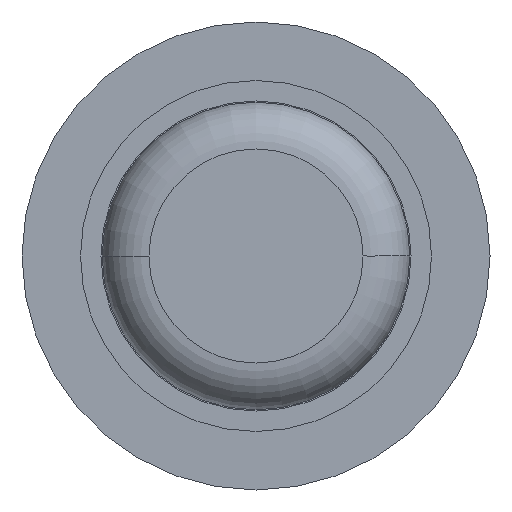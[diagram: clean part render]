
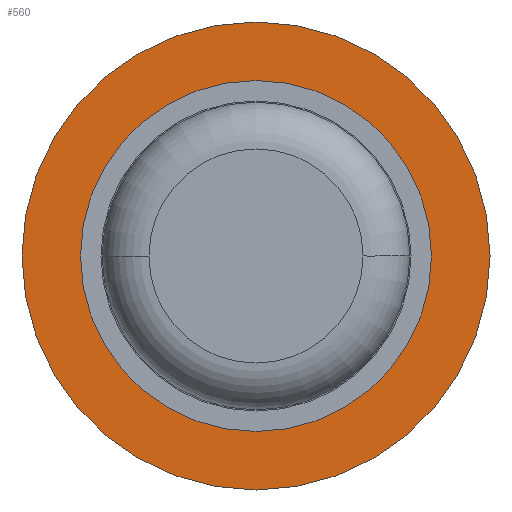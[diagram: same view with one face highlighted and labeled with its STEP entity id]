
A CAD part, front view. The second image highlights one B-rep face of the part: STEP entity #560.
In plain terms, the highlighted planar face has unit normal (0, -1, 0).
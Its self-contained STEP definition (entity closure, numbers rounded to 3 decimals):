
#28 = VERTEX_POINT ( 'NONE', #2674 ) ;
#101 = DIRECTION ( 'NONE',  ( 0., 1., 0. ) ) ;
#167 = CIRCLE ( 'NONE', #2868, 0.9 ) ;
#256 = CIRCLE ( 'NONE', #1974, 0.9 ) ;
#259 = DIRECTION ( 'NONE',  ( 0., 1., 0. ) ) ;
#357 = ORIENTED_EDGE ( 'NONE', *, *, #2519, .T. ) ;
#470 = CARTESIAN_POINT ( 'NONE',  ( 0., 27.3, 2. ) ) ;
#542 = CARTESIAN_POINT ( 'NONE',  ( 0., 27.3, 0. ) ) ;
#555 = DIRECTION ( 'NONE',  ( 0., 1., 0. ) ) ;
#560 = ADVANCED_FACE ( 'Defeature ausgef�hrt1_11', ( #689, #3671 ), #2979, .F. ) ;
#585 = EDGE_LOOP ( 'NONE', ( #1691, #3359 ) ) ;
#689 = FACE_OUTER_BOUND ( 'NONE', #585, .T. ) ;
#714 = DIRECTION ( 'NONE',  ( 0., 1., 0. ) ) ;
#717 = VERTEX_POINT ( 'NONE', #2698 ) ;
#867 = DIRECTION ( 'NONE',  ( 0., 0., 1. ) ) ;
#891 = CIRCLE ( 'NONE', #2539, 2. ) ;
#904 = AXIS2_PLACEMENT_3D ( 'NONE', #3097, #101, #2214 ) ;
#919 = EDGE_CURVE ( 'Defeature ausgef�hrt1_11+Defeature ausgef�hrt1_9+Defeature ausgef�hrt1_9+Defeature ausgef�hrt1_9', #28, #3733, #167, .T. ) ;
#1401 = EDGE_LOOP ( 'NONE', ( #1895, #357 ) ) ;
#1429 = AXIS2_PLACEMENT_3D ( 'NONE', #2661, #259, #3265 ) ;
#1602 = VERTEX_POINT ( 'NONE', #470 ) ;
#1691 = ORIENTED_EDGE ( 'NONE', *, *, #3681, .F. ) ;
#1716 = CIRCLE ( 'NONE', #904, 2. ) ;
#1847 = EDGE_CURVE ( 'Defeature ausgef�hrt1_10+Defeature ausgef�hrt1_11+Defeature ausgef�hrt1_11+Defeature ausgef�hrt1_11', #717, #1602, #1716, .T. ) ;
#1895 = ORIENTED_EDGE ( 'NONE', *, *, #919, .T. ) ;
#1974 = AXIS2_PLACEMENT_3D ( 'NONE', #542, #555, #3783 ) ;
#2080 = CARTESIAN_POINT ( 'NONE',  ( 0., 27.3, 0. ) ) ;
#2214 = DIRECTION ( 'NONE',  ( 0., 0., 1. ) ) ;
#2519 = EDGE_CURVE ( 'Defeature ausgef�hrt1_11+Defeature ausgef�hrt1_9+Defeature ausgef�hrt1_9+Defeature ausgef�hrt1_9', #3733, #28, #256, .T. ) ;
#2539 = AXIS2_PLACEMENT_3D ( 'NONE', #2080, #3829, #867 ) ;
#2661 = CARTESIAN_POINT ( 'NONE',  ( 0.9, 27.3, 0. ) ) ;
#2674 = CARTESIAN_POINT ( 'NONE',  ( 0., 27.3, 0.9 ) ) ;
#2698 = CARTESIAN_POINT ( 'NONE',  ( 0., 27.3, -2. ) ) ;
#2826 = DIRECTION ( 'NONE',  ( 0., 0., 1. ) ) ;
#2868 = AXIS2_PLACEMENT_3D ( 'NONE', #3679, #714, #2826 ) ;
#2979 = PLANE ( 'NONE',  #1429 ) ;
#3097 = CARTESIAN_POINT ( 'NONE',  ( 0., 27.3, 0. ) ) ;
#3265 = DIRECTION ( 'NONE',  ( 0., 0., 1. ) ) ;
#3359 = ORIENTED_EDGE ( 'NONE', *, *, #1847, .F. ) ;
#3512 = CARTESIAN_POINT ( 'NONE',  ( 0., 27.3, -0.9 ) ) ;
#3671 = FACE_BOUND ( 'NONE', #1401, .T. ) ;
#3679 = CARTESIAN_POINT ( 'NONE',  ( 0., 27.3, 0. ) ) ;
#3681 = EDGE_CURVE ( 'Defeature ausgef�hrt1_10+Defeature ausgef�hrt1_11+Defeature ausgef�hrt1_11+Defeature ausgef�hrt1_11', #1602, #717, #891, .T. ) ;
#3733 = VERTEX_POINT ( 'NONE', #3512 ) ;
#3783 = DIRECTION ( 'NONE',  ( 0., 0., 1. ) ) ;
#3829 = DIRECTION ( 'NONE',  ( 0., 1., 0. ) ) ;
